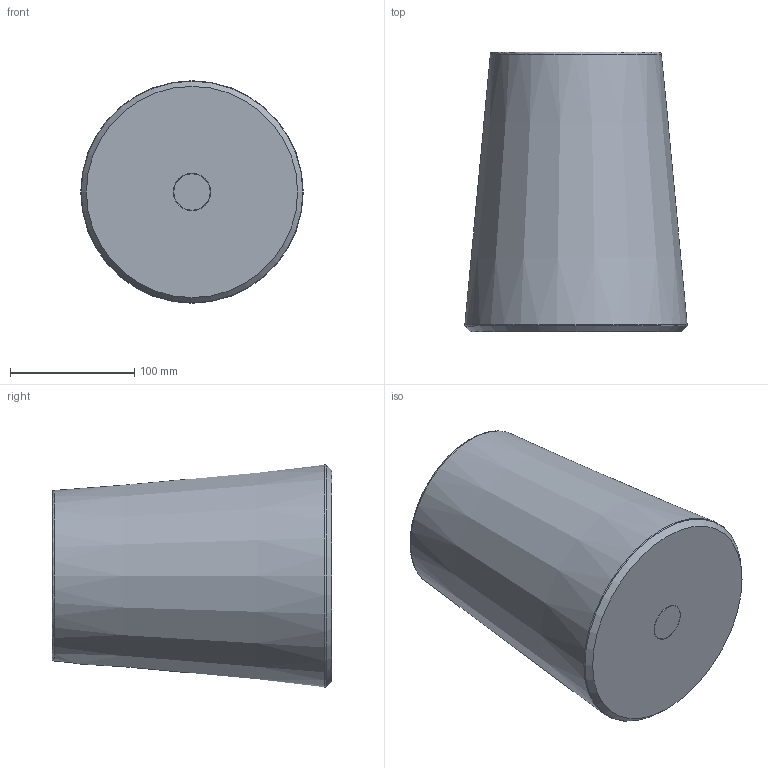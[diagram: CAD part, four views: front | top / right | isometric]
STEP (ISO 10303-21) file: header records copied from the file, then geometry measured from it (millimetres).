
FILE_DESCRIPTION(/* description */ (''),/* implementation_level */ '2;1');
FILE_NAME(/* name */ 'Jahn_Rondo_Piano_Lamp_Stand v4.step',/* time_stamp */ '2021-04-08T09:04:48+02:00',/* author */ (''),/* organization */ (''),/* preprocessor_version */ 'ST-DEVELOPER v18.1',/* originating_system */ 'Autodesk Translation Framework v10.6.0.1341',/* authorisation */ '');
FILE_SCHEMA (('AUTOMOTIVE_DESIGN { 1 0 10303 214 3 1 1 }'));
Length unit declared in the file: millimetre
Products named in the file (1): Jahn_Rondo_Piano_Lamp_Stand
Bounding box: 178.96 x 225 x 178.96 mm (x, y, z)
Volume: 1239525.2 mm3; surface area: 373204.1 mm2
Topology: 2 solids, 2 shells, 35 faces, 97 edges, 65 vertices
Faces by surface type: cylinder 11, plane 8, bspline 8, torus 5, cone 3
Full cylindrical faces by diameter (mm): 20 x4, 25 x1, 29.2 x1, 30 x1, 127.5 x1
Entity records: 2154 total; most frequent: CARTESIAN_POINT 1282, ORIENTED_EDGE 192, DIRECTION 151, EDGE_CURVE 96, AXIS2_PLACEMENT_3D 66, VERTEX_POINT 65, EDGE_LOOP 43, CIRCLE 38
